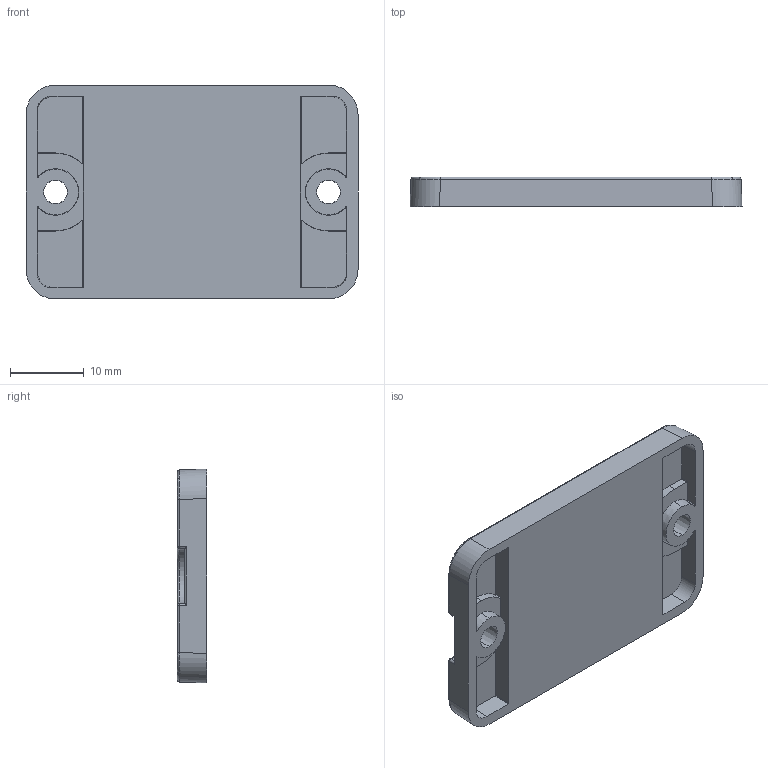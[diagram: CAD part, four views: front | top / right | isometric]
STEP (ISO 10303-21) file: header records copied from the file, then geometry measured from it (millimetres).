
FILE_DESCRIPTION (( 'STEP AP203' ), '1' );
FILE_NAME ('2430_45_00_d.STEP', '2024-10-21T13:22:48', ( '' ), ( '' ), 'SwSTEP 2.0', 'SolidWorks 2023', '' );
FILE_SCHEMA (( 'CONFIG_CONTROL_DESIGN' ));
Length unit declared in the file: millimetre
Products named in the file (3): 2429_41_01_d; 2430_41_00_d; 2430_45_00_d
Assembly tree (2 placements, depth 2):
  2430_45_00_d
    2430_41_00_d
    2429_41_01_d
Bounding box: 45 x 4 x 29 mm (x, y, z)
Volume: 4327.6 mm3; surface area: 5312 mm2
Topology: 2 solids, 2 shells, 121 faces, 318 edges, 204 vertices
Faces by surface type: plane 43, cylinder 40, bspline 16, cone 16, sphere 4, torus 2
Entity records: 4543 total; most frequent: CARTESIAN_POINT 1496, ORIENTED_EDGE 636, DIRECTION 516, EDGE_CURVE 318, VERTEX_POINT 204, AXIS2_PLACEMENT_3D 180, LINE 156, VECTOR 156
